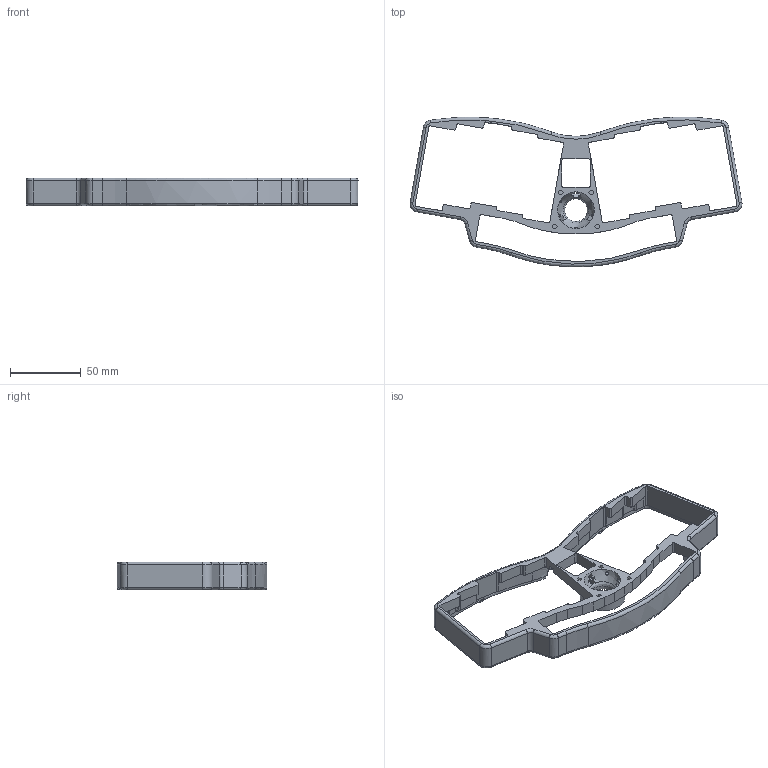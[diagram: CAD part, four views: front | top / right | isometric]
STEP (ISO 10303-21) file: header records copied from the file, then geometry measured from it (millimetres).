
FILE_DESCRIPTION(/* description */ (''),/* implementation_level */ '2;1');
FILE_NAME(/* name */ 'cocot38mini_v2_tadpole_top_magnet',/* time_stamp */ '2025-05-09T00:37:38-07:00',/* author */ (''),/* organization */ (''),/* preprocessor_version */ 'ST-DEVELOPER v16.5',/* originating_system */ 'Rhino 7.25',/* authorisation */ '');
FILE_SCHEMA (('AUTOMOTIVE_DESIGN_CC2'));
Length unit declared in the file: millimetre
Products named in the file (1): Document
Bounding box: 234.24 x 105.75 x 19.6 mm (x, y, z)
Volume: 64059.2 mm3; surface area: 38052.8 mm2
Topology: 1 solids, 1 shells, 458 faces, 1274 edges, 825 vertices
Faces by surface type: plane 246, cylinder 175, bspline 37
Full cylindrical faces by diameter (mm): 2.4 x3, 3.35 x6, 4 x6, 16 x1
Entity records: 13642 total; most frequent: CARTESIAN_POINT 5654, ORIENTED_EDGE 2536, EDGE_CURVE 1268, VERTEX_POINT 825, B_SPLINE_CURVE_WITH_KNOTS 630, EDGE_LOOP 487, ADVANCED_FACE 458, FACE_OUTER_BOUND 458
